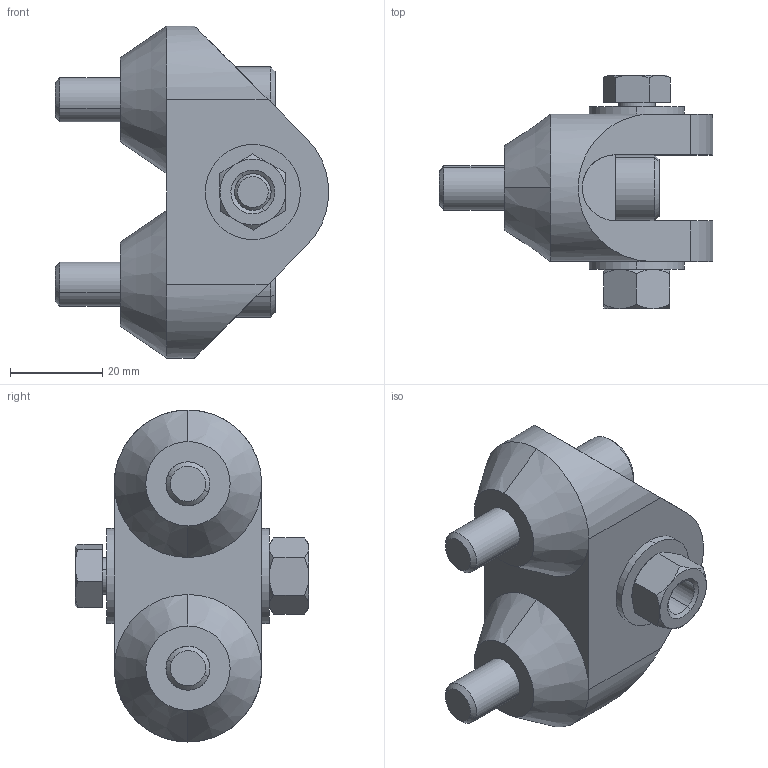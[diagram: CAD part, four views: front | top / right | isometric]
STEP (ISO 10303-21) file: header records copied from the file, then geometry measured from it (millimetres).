
FILE_DESCRIPTION (( 'STEP AP214' ), '1' );
FILE_NAME ('SuspClevLowerAssy.STEP', '2019-01-26T00:17:13', ( 'pattaya2u' ), ( 'Microsoft' ), 'SwSTEP 2.0', 'SolidWorks 2018', '' );
FILE_SCHEMA (( 'AUTOMOTIVE_DESIGN' ));
Length unit declared in the file: metre
Products named in the file (8): SuspClevLowerWasher; SuspClevLowerAssy; SuspClevLowerSpacer; hex bolt_ai_PreviewCfg; Hex Nut_AI_HNUT 0.3750-16-D-N; socket head cap screw_ai_HX-SHCS 0.375-16x1.5x1.5-N; SuspClevLower; flat washer type a narrow_ai_Preferred Narrow FW 0.375
Assembly tree (11 placements, depth 2):
  SuspClevLowerAssy
    SuspClevLower
    SuspClevLowerWasher  x2
    SuspClevLowerSpacer  x2
    hex bolt_ai_PreviewCfg
    Hex Nut_AI_HNUT 0.3750-16-D-N
    socket head cap screw_ai_HX-SHCS 0.375-16x1.5x1.5-N  x2
    flat washer type a narrow_ai_Preferred Narrow FW 0.375  x2
Bounding box: 59.21 x 50.67 x 72 mm (x, y, z)
Volume: 54880.3 mm3; surface area: 23707.4 mm2
Topology: 11 solids, 11 shells, 169 faces, 390 edges, 238 vertices
Faces by surface type: plane 68, cylinder 53, cone 40, sphere 4, torus 4
Entity records: 4438 total; most frequent: CARTESIAN_POINT 1311, DIRECTION 594, ORIENTED_EDGE 572, EDGE_CURVE 286, AXIS2_PLACEMENT_3D 239, VERTEX_POINT 177, EDGE_LOOP 141, ADVANCED_FACE 124
